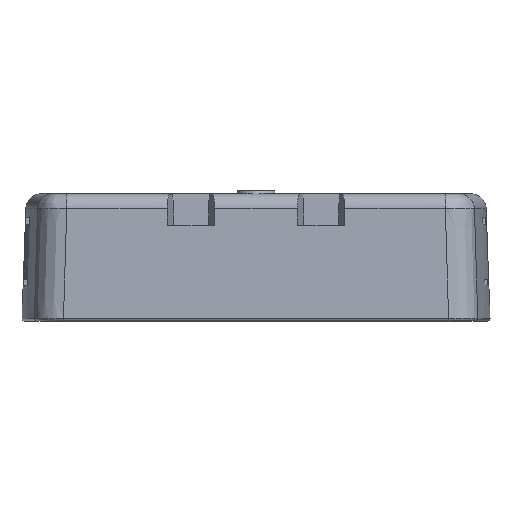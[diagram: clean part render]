
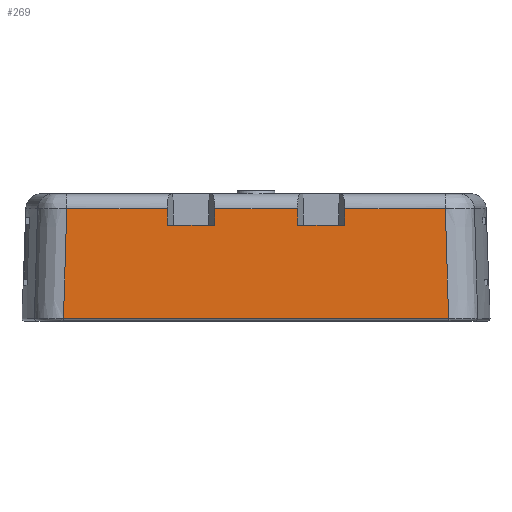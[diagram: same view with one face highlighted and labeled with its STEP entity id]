
A CAD part, front view. The second image highlights one B-rep face of the part: STEP entity #269.
In plain terms, the highlighted planar face has unit normal (0, -0.999, 0.035).
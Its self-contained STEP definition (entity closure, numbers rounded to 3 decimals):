
#269=ADVANCED_FACE('',(#648),#504,.T.);
#504=PLANE('',#4746);
#648=FACE_OUTER_BOUND('',#908,.T.);
#908=EDGE_LOOP('',(#2388,#2389,#2390,#2391,#2392,#2393,#2394,#2395,#2396,
#2397,#2398,#2399));
#1434=LINE('',#7217,#1789);
#1435=LINE('',#7227,#1790);
#1436=LINE('',#7229,#1791);
#1437=LINE('',#7231,#1792);
#1438=LINE('',#7233,#1793);
#1439=LINE('',#7235,#1794);
#1440=LINE('',#7237,#1795);
#1441=LINE('',#7239,#1796);
#1442=LINE('',#7241,#1797);
#1443=LINE('',#7243,#1798);
#1789=VECTOR('',#5390,1.);
#1790=VECTOR('',#5391,1.);
#1791=VECTOR('',#5392,1.);
#1792=VECTOR('',#5393,1.);
#1793=VECTOR('',#5394,1.);
#1794=VECTOR('',#5395,1.);
#1795=VECTOR('',#5396,1.);
#1796=VECTOR('',#5397,1.);
#1797=VECTOR('',#5398,1.);
#1798=VECTOR('',#5399,1.);
#2388=ORIENTED_EDGE('',*,*,#4088,.T.);
#2389=ORIENTED_EDGE('',*,*,#4089,.T.);
#2390=ORIENTED_EDGE('',*,*,#4090,.T.);
#2391=ORIENTED_EDGE('',*,*,#4091,.T.);
#2392=ORIENTED_EDGE('',*,*,#4092,.F.);
#2393=ORIENTED_EDGE('',*,*,#4093,.T.);
#2394=ORIENTED_EDGE('',*,*,#4094,.F.);
#2395=ORIENTED_EDGE('',*,*,#4095,.T.);
#2396=ORIENTED_EDGE('',*,*,#4096,.T.);
#2397=ORIENTED_EDGE('',*,*,#4097,.F.);
#2398=ORIENTED_EDGE('',*,*,#4098,.T.);
#2399=ORIENTED_EDGE('',*,*,#4099,.T.);
#3594=VERTEX_POINT('',#7215);
#3595=VERTEX_POINT('',#7216);
#3596=VERTEX_POINT('',#7218);
#3597=VERTEX_POINT('',#7226);
#3598=VERTEX_POINT('',#7228);
#3599=VERTEX_POINT('',#7230);
#3600=VERTEX_POINT('',#7232);
#3601=VERTEX_POINT('',#7234);
#3602=VERTEX_POINT('',#7236);
#3603=VERTEX_POINT('',#7238);
#3604=VERTEX_POINT('',#7240);
#3605=VERTEX_POINT('',#7242);
#4088=EDGE_CURVE('',#3594,#3595,#4530,.T.);
#4089=EDGE_CURVE('',#3595,#3596,#1434,.T.);
#4090=EDGE_CURVE('',#3596,#3597,#4531,.T.);
#4091=EDGE_CURVE('',#3597,#3598,#1435,.T.);
#4092=EDGE_CURVE('',#3599,#3598,#1436,.T.);
#4093=EDGE_CURVE('',#3599,#3600,#1437,.T.);
#4094=EDGE_CURVE('',#3601,#3600,#1438,.T.);
#4095=EDGE_CURVE('',#3601,#3602,#1439,.T.);
#4096=EDGE_CURVE('',#3602,#3603,#1440,.T.);
#4097=EDGE_CURVE('',#3604,#3603,#1441,.T.);
#4098=EDGE_CURVE('',#3604,#3605,#1442,.T.);
#4099=EDGE_CURVE('',#3605,#3594,#1443,.T.);
#4530=B_SPLINE_CURVE_WITH_KNOTS('',3,(#7208,#7209,#7210,#7211,#7212,#7213,
#7214),.UNSPECIFIED.,.F.,.F.,(4,3,4),(0.,0.476,1.),
 .UNSPECIFIED.);
#4531=B_SPLINE_CURVE_WITH_KNOTS('',3,(#7219,#7220,#7221,#7222,#7223,#7224,
#7225),.UNSPECIFIED.,.F.,.F.,(4,3,4),(0.,0.524,1.),
 .UNSPECIFIED.);
#4746=AXIS2_PLACEMENT_3D('',#7244,#5400,#5401);
#5390=DIRECTION('',(1.,0.,0.));
#5391=DIRECTION('',(-1.,0.,0.));
#5392=DIRECTION('',(0.027,0.035,0.999));
#5393=DIRECTION('',(-1.,0.,0.));
#5394=DIRECTION('',(0.027,-0.035,-0.999));
#5395=DIRECTION('',(-1.,0.,0.));
#5396=DIRECTION('',(-0.027,-0.035,-0.999));
#5397=DIRECTION('',(1.,0.,0.));
#5398=DIRECTION('',(-0.027,0.035,0.999));
#5399=DIRECTION('',(-1.,0.,0.));
#5400=DIRECTION('',(0.,-0.999,0.035));
#5401=DIRECTION('',(0.,-0.035,-0.999));
#7208=CARTESIAN_POINT('',(-32.741,-31.323,19.394));
#7209=CARTESIAN_POINT('',(-32.831,-31.427,16.399));
#7210=CARTESIAN_POINT('',(-32.92,-31.532,13.403));
#7211=CARTESIAN_POINT('',(-33.01,-31.637,10.407));
#7212=CARTESIAN_POINT('',(-33.109,-31.752,7.111));
#7213=CARTESIAN_POINT('',(-33.208,-31.867,3.814));
#7214=CARTESIAN_POINT('',(-33.306,-31.982,0.517));
#7215=CARTESIAN_POINT('',(-32.741,-31.323,19.394));
#7216=CARTESIAN_POINT('',(-33.306,-31.982,0.517));
#7217=CARTESIAN_POINT('',(37.637,-31.982,0.517));
#7218=CARTESIAN_POINT('',(33.309,-31.982,0.517));
#7219=CARTESIAN_POINT('',(33.309,-31.982,0.517));
#7220=CARTESIAN_POINT('',(33.211,-31.867,3.814));
#7221=CARTESIAN_POINT('',(33.112,-31.752,7.111));
#7222=CARTESIAN_POINT('',(33.013,-31.637,10.407));
#7223=CARTESIAN_POINT('',(32.923,-31.532,13.403));
#7224=CARTESIAN_POINT('',(32.833,-31.427,16.399));
#7225=CARTESIAN_POINT('',(32.744,-31.323,19.394));
#7226=CARTESIAN_POINT('',(32.744,-31.323,19.394));
#7227=CARTESIAN_POINT('',(37.637,-31.323,19.394));
#7228=CARTESIAN_POINT('',(15.362,-31.323,19.394));
#7229=CARTESIAN_POINT('',(14.859,-31.979,0.61));
#7230=CARTESIAN_POINT('',(15.287,-31.42,16.6));
#7231=CARTESIAN_POINT('',(37.637,-31.42,16.6));
#7232=CARTESIAN_POINT('',(7.213,-31.42,16.6));
#7233=CARTESIAN_POINT('',(7.679,-32.028,-0.802));
#7234=CARTESIAN_POINT('',(7.138,-31.323,19.394));
#7235=CARTESIAN_POINT('',(37.637,-31.323,19.394));
#7236=CARTESIAN_POINT('',(-7.138,-31.323,19.394));
#7237=CARTESIAN_POINT('',(-7.625,-31.958,1.211));
#7238=CARTESIAN_POINT('',(-7.213,-31.42,16.6));
#7239=CARTESIAN_POINT('',(37.637,-31.42,16.6));
#7240=CARTESIAN_POINT('',(-15.287,-31.42,16.6));
#7241=CARTESIAN_POINT('',(-14.805,-32.049,-1.403));
#7242=CARTESIAN_POINT('',(-15.362,-31.323,19.394));
#7243=CARTESIAN_POINT('',(37.637,-31.323,19.394));
#7244=CARTESIAN_POINT('',(37.637,-32.,0.));
